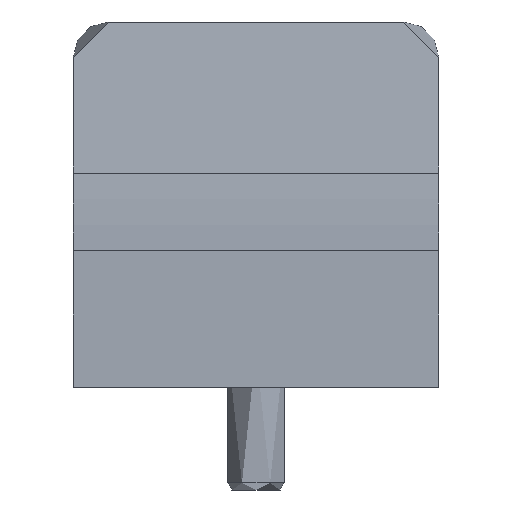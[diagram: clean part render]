
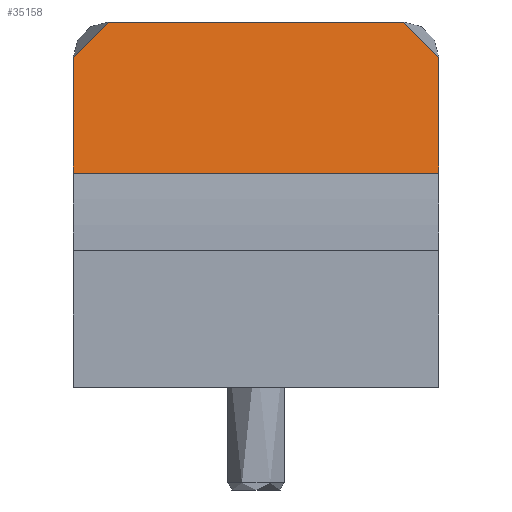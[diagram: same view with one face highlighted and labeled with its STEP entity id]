
A CAD part, left-side view. The second image highlights one B-rep face of the part: STEP entity #35158.
In plain terms, the highlighted planar face has unit normal (-0.994, 0, 0.11).
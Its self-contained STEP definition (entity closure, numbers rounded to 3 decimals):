
#647 = EDGE_CURVE ( 'NONE', #7909, #25496, #23085, .T. ) ;
#1185 = VERTEX_POINT ( 'NONE', #20340 ) ;
#1364 = CARTESIAN_POINT ( 'NONE',  ( -8.755, -26., 27.202 ) ) ;
#1467 = CARTESIAN_POINT ( 'NONE',  ( -6., 21., 52. ) ) ;
#2383 = CARTESIAN_POINT ( 'NONE',  ( -8.388, -26., 30.505 ) ) ;
#3019 = CARTESIAN_POINT ( 'NONE',  ( -8.388, 26., 30.505 ) ) ;
#3323 = CARTESIAN_POINT ( 'NONE',  ( -6.23, -26., 49.929 ) ) ;
#4635 = CARTESIAN_POINT ( 'NONE',  ( -8.755, 26., 27.202 ) ) ;
#4884 = VERTEX_POINT ( 'NONE', #24472 ) ;
#6070 = CARTESIAN_POINT ( 'NONE',  ( -6., -23.929, 52. ) ) ;
#6651 =( BOUNDED_CURVE ( )  B_SPLINE_CURVE ( 3, ( #8984, #3323, #6070, #33791 ),
 .UNSPECIFIED., .F., .F. ) 
 B_SPLINE_CURVE_WITH_KNOTS ( ( 4, 4 ),
 ( 4.712, 6.283 ),
 .UNSPECIFIED. ) 
 CURVE ( )  GEOMETRIC_REPRESENTATION_ITEM ( )  RATIONAL_B_SPLINE_CURVE ( ( 1., 0.805, 0.805, 1. ) ) 
 REPRESENTATION_ITEM ( '' )  );
#7909 = VERTEX_POINT ( 'NONE', #2383 ) ;
#8984 = CARTESIAN_POINT ( 'NONE',  ( -6.556, -26., 47. ) ) ;
#9614 = CARTESIAN_POINT ( 'NONE',  ( -6.556, -26., 47. ) ) ;
#9986 = AXIS2_PLACEMENT_3D ( 'NONE', #4635, #28795, #23877 ) ;
#10073 = EDGE_CURVE ( 'NONE', #4884, #21064, #12520, .T. ) ;
#10390 = CARTESIAN_POINT ( 'NONE',  ( -8.755, 26., 27.202 ) ) ;
#11183 = VECTOR ( 'NONE', #29568, 1000. ) ;
#11787 =( BOUNDED_CURVE ( )  B_SPLINE_CURVE ( 3, ( #1467, #18036, #23801, #34199 ),
 .UNSPECIFIED., .F., .F. ) 
 B_SPLINE_CURVE_WITH_KNOTS ( ( 4, 4 ),
 ( 3.142, 4.712 ),
 .UNSPECIFIED. ) 
 CURVE ( )  GEOMETRIC_REPRESENTATION_ITEM ( )  RATIONAL_B_SPLINE_CURVE ( ( 1., 0.805, 0.805, 1. ) ) 
 REPRESENTATION_ITEM ( '' )  );
#11995 = FACE_OUTER_BOUND ( 'NONE', #13860, .T. ) ;
#12230 = EDGE_CURVE ( 'NONE', #4884, #7909, #34956, .T. ) ;
#12520 = LINE ( 'NONE', #10390, #11183 ) ;
#13130 = VECTOR ( 'NONE', #22847, 1000. ) ;
#13860 = EDGE_LOOP ( 'NONE', ( #31951, #14216, #22299, #28710, #20214, #21250 ) ) ;
#14216 = ORIENTED_EDGE ( 'NONE', *, *, #34081, .T. ) ;
#17575 = DIRECTION ( 'NONE',  ( 0., -1., 0. ) ) ;
#18036 = CARTESIAN_POINT ( 'NONE',  ( -6., 23.929, 52. ) ) ;
#19399 = LINE ( 'NONE', #30773, #34805 ) ;
#20133 = DIRECTION ( 'NONE',  ( 0.11, 0., 0.994 ) ) ;
#20214 = ORIENTED_EDGE ( 'NONE', *, *, #10073, .F. ) ;
#20340 = CARTESIAN_POINT ( 'NONE',  ( -6., -21., 52. ) ) ;
#20891 = VECTOR ( 'NONE', #20133, 1000. ) ;
#21064 = VERTEX_POINT ( 'NONE', #25717 ) ;
#21250 = ORIENTED_EDGE ( 'NONE', *, *, #12230, .T. ) ;
#22299 = ORIENTED_EDGE ( 'NONE', *, *, #30140, .F. ) ;
#22847 = DIRECTION ( 'NONE',  ( 0., -1., 0. ) ) ;
#23085 = LINE ( 'NONE', #1364, #20891 ) ;
#23801 = CARTESIAN_POINT ( 'NONE',  ( -6.23, 26., 49.929 ) ) ;
#23877 = DIRECTION ( 'NONE',  ( -0.11, 0., -0.994 ) ) ;
#24472 = CARTESIAN_POINT ( 'NONE',  ( -8.388, 26., 30.505 ) ) ;
#24557 = VERTEX_POINT ( 'NONE', #34688 ) ;
#25496 = VERTEX_POINT ( 'NONE', #9614 ) ;
#25717 = CARTESIAN_POINT ( 'NONE',  ( -6.556, 26., 47. ) ) ;
#26528 = EDGE_CURVE ( 'NONE', #24557, #21064, #11787, .T. ) ;
#28710 = ORIENTED_EDGE ( 'NONE', *, *, #26528, .T. ) ;
#28795 = DIRECTION ( 'NONE',  ( 0.994, 0., -0.11 ) ) ;
#29568 = DIRECTION ( 'NONE',  ( 0.11, 0., 0.994 ) ) ;
#30140 = EDGE_CURVE ( 'NONE', #24557, #1185, #19399, .T. ) ;
#30773 = CARTESIAN_POINT ( 'NONE',  ( -6., 26., 52. ) ) ;
#31547 = PLANE ( 'NONE',  #9986 ) ;
#31951 = ORIENTED_EDGE ( 'NONE', *, *, #647, .T. ) ;
#33791 = CARTESIAN_POINT ( 'NONE',  ( -6., -21., 52. ) ) ;
#34081 = EDGE_CURVE ( 'NONE', #25496, #1185, #6651, .T. ) ;
#34199 = CARTESIAN_POINT ( 'NONE',  ( -6.556, 26., 47. ) ) ;
#34688 = CARTESIAN_POINT ( 'NONE',  ( -6., 21., 52. ) ) ;
#34805 = VECTOR ( 'NONE', #17575, 1000. ) ;
#34956 = LINE ( 'NONE', #3019, #13130 ) ;
#35158 = ADVANCED_FACE ( 'NONE', ( #11995 ), #31547, .F. ) ;
